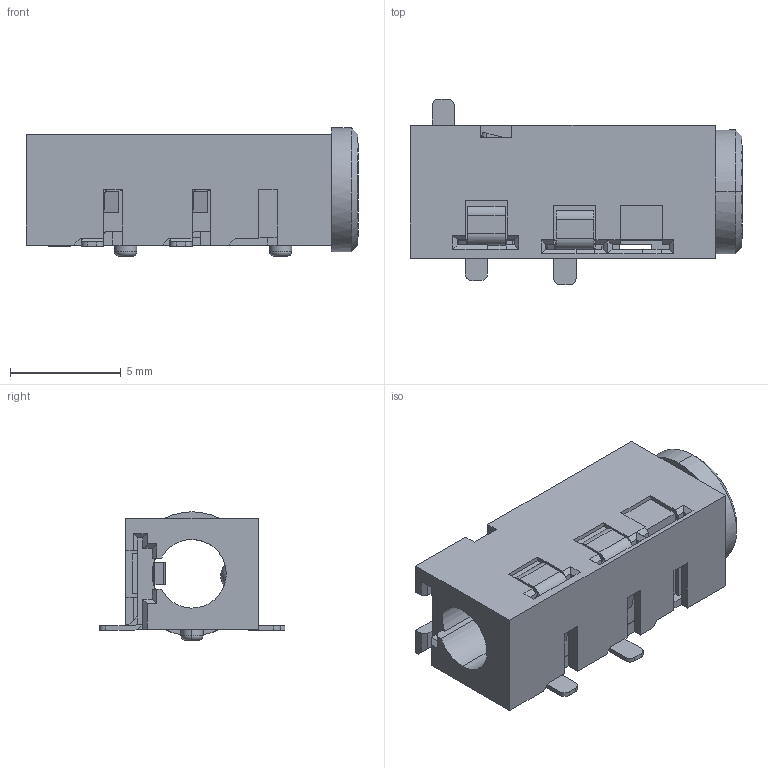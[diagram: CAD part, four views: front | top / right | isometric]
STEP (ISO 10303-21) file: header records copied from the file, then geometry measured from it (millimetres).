
FILE_DESCRIPTION (( 'STEP AP214' ), '1' );
FILE_NAME ('CUI_DEVICES_SJ2-3573A-SMT-TR.step', '2019-10-20T22:53:45', ( '' ), ( '' ), 'SwSTEP 2.0', 'SolidWorks 2019', '' );
FILE_SCHEMA (( 'AUTOMOTIVE_DESIGN' ));
Length unit declared in the file: inch
Products named in the file (1): CUI_DEVICES_SJ2-3573A-SMT-TR
Bounding box: 15 x 8.4 x 5.8 mm (x, y, z)
Volume: 281.2 mm3; surface area: 674.3 mm2
Topology: 1 solids, 3 shells, 343 faces, 973 edges, 633 vertices
Faces by surface type: plane 251, cylinder 77, cone 7, torus 4, sphere 4
Entity records: 13456 total; most frequent: CARTESIAN_POINT 2233, ORIENTED_EDGE 1932, DIRECTION 1748, EDGE_CURVE 966, LINE 742, VECTOR 742, VERTEX_POINT 629, AXIS2_PLACEMENT_3D 503
